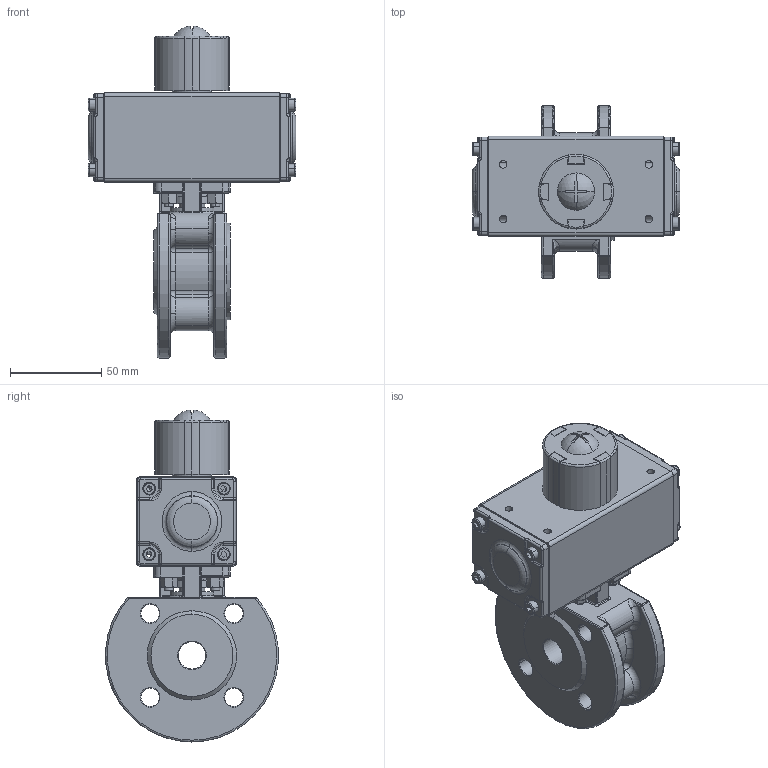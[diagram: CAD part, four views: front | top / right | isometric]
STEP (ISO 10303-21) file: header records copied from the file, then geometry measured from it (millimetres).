
FILE_DESCRIPTION(('HOOPS Exchange Step'),'2;1');
FILE_NAME('PK0700_DN15.stp','2025-05-09T10:22:40+02:00',('nieru'),('Unknown organisation'),'HOOPS Exchange 2024.2','HOOPS Exchange','Unknown authorisation');
FILE_SCHEMA( ('AP203_CONFIGURATION_CONTROLLED_3D_DESIGN_OF_MECHANICAL_PARTS_AND_ASSEMBLIES_MIM_LF') );
Length unit declared in the file: millimetre
Products named in the file (7): 0; root
Assembly tree (6 placements, depth 4):
  root
    0
      0
        0
      0
      0
      0
Bounding box: 114 x 94.73 x 182.15 mm (x, y, z)
Volume: 228525.1 mm3; surface area: 104225.5 mm2
Topology: 17 solids, 40 shells, 1272 faces, 3252 edges, 2003 vertices
Faces by surface type: cylinder 434, plane 364, bspline 154, cone 153, torus 131, sphere 36
Full cylindrical faces by diameter (mm): 4.5 x8, 13.97 x1, 15 x1
Entity records: 60968 total; most frequent: CARTESIAN_POINT 31317, ORIENTED_EDGE 6129, DIRECTION 5998, EDGE_CURVE 3194, AXIS2_PLACEMENT_3D 2343, VERTEX_POINT 2003, EDGE_LOOP 1390, FACE_BOUND 1390
